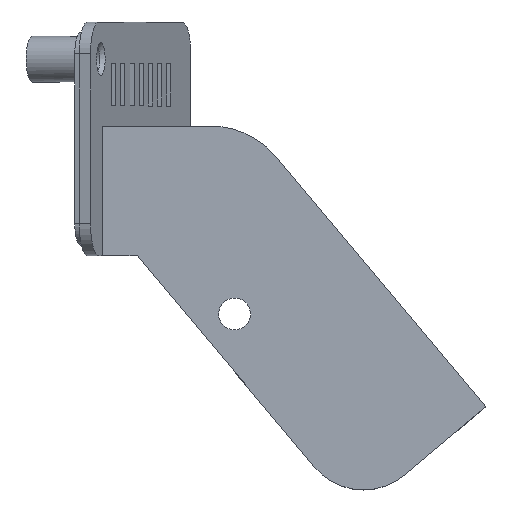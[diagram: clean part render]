
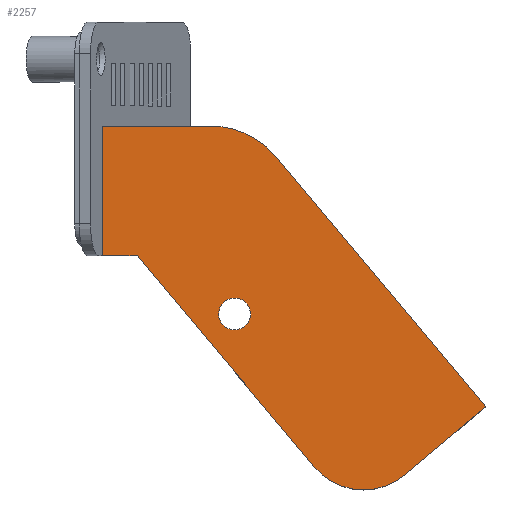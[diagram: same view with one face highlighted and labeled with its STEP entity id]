
A CAD part, top view. The second image highlights one B-rep face of the part: STEP entity #2257.
In plain terms, the highlighted planar face has unit normal (0, 0, 1).
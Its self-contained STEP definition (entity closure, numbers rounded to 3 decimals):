
#288 = VERTEX_POINT('',#289);
#289 = CARTESIAN_POINT('',(9.338,-33.,17.777));
#297 = VERTEX_POINT('',#298);
#298 = CARTESIAN_POINT('',(26.05,-52.917,
    17.777));
#304 = EDGE_CURVE('',#288,#297,#305,.T.);
#305 = LINE('',#306,#307);
#306 = CARTESIAN_POINT('',(9.338,-33.,17.777));
#307 = VECTOR('',#308,1.);
#308 = DIRECTION('',(0.643,-0.766,0.));
#2018 = VERTEX_POINT('',#2019);
#2019 = CARTESIAN_POINT('',(6.06,-20.8,17.777));
#2025 = EDGE_CURVE('',#2026,#2018,#2028,.T.);
#2026 = VERTEX_POINT('',#2027);
#2027 = CARTESIAN_POINT('',(6.06,-33.,17.777));
#2028 = LINE('',#2029,#2030);
#2029 = CARTESIAN_POINT('',(6.06,-21.4,17.777));
#2030 = VECTOR('',#2031,1.);
#2031 = DIRECTION('',(0.,1.,0.));
#2257 = ADVANCED_FACE('',(#2258,#2317),#2346,.T.);
#2258 = FACE_BOUND('',#2259,.T.);
#2259 = EDGE_LOOP('',(#2260,#2266,#2267,#2276,#2284,#2292,#2301,#2310,
    #2316));
#2260 = ORIENTED_EDGE('',*,*,#2261,.T.);
#2261 = EDGE_CURVE('',#2026,#288,#2262,.T.);
#2262 = LINE('',#2263,#2264);
#2263 = CARTESIAN_POINT('',(8.338,-33.,17.777));
#2264 = VECTOR('',#2265,1.);
#2265 = DIRECTION('',(1.,0.,0.));
#2266 = ORIENTED_EDGE('',*,*,#304,.T.);
#2267 = ORIENTED_EDGE('',*,*,#2268,.T.);
#2268 = EDGE_CURVE('',#297,#2269,#2271,.T.);
#2269 = VERTEX_POINT('',#2270);
#2270 = CARTESIAN_POINT('',(34.503,-53.657,
    17.777));
#2271 = CIRCLE('',#2272,6.);
#2272 = AXIS2_PLACEMENT_3D('',#2273,#2274,#2275);
#2273 = CARTESIAN_POINT('',(30.646,-49.06,
    17.777));
#2274 = DIRECTION('',(0.,-0.,1.));
#2275 = DIRECTION('',(1.,0.,0.));
#2276 = ORIENTED_EDGE('',*,*,#2277,.T.);
#2277 = EDGE_CURVE('',#2269,#2278,#2280,.T.);
#2278 = VERTEX_POINT('',#2279);
#2279 = CARTESIAN_POINT('',(42.163,-47.229,
    17.777));
#2280 = LINE('',#2281,#2282);
#2281 = CARTESIAN_POINT('',(34.503,-53.657,
    17.777));
#2282 = VECTOR('',#2283,1.);
#2283 = DIRECTION('',(0.766,0.643,0.));
#2284 = ORIENTED_EDGE('',*,*,#2285,.F.);
#2285 = EDGE_CURVE('',#2286,#2278,#2288,.T.);
#2286 = VERTEX_POINT('',#2287);
#2287 = CARTESIAN_POINT('',(22.385,-23.658,
    17.777));
#2288 = LINE('',#2289,#2290);
#2289 = CARTESIAN_POINT('',(23.033,-24.429,
    17.777));
#2290 = VECTOR('',#2291,1.);
#2291 = DIRECTION('',(0.643,-0.766,0.));
#2292 = ORIENTED_EDGE('',*,*,#2293,.F.);
#2293 = EDGE_CURVE('',#2294,#2286,#2296,.T.);
#2294 = VERTEX_POINT('',#2295);
#2295 = CARTESIAN_POINT('',(19.392,-21.44,
    17.777));
#2296 = CIRCLE('',#2297,8.);
#2297 = AXIS2_PLACEMENT_3D('',#2298,#2299,#2300);
#2298 = CARTESIAN_POINT('',(16.257,-28.8,17.777));
#2299 = DIRECTION('',(0.,0.,-1.));
#2300 = DIRECTION('',(0.,1.,0.));
#2301 = ORIENTED_EDGE('',*,*,#2302,.T.);
#2302 = EDGE_CURVE('',#2294,#2303,#2305,.T.);
#2303 = VERTEX_POINT('',#2304);
#2304 = CARTESIAN_POINT('',(16.257,-20.8,17.777));
#2305 = CIRCLE('',#2306,8.);
#2306 = AXIS2_PLACEMENT_3D('',#2307,#2308,#2309);
#2307 = CARTESIAN_POINT('',(16.257,-28.8,17.777));
#2308 = DIRECTION('',(0.,-0.,1.));
#2309 = DIRECTION('',(1.,0.,0.));
#2310 = ORIENTED_EDGE('',*,*,#2311,.F.);
#2311 = EDGE_CURVE('',#2018,#2303,#2312,.T.);
#2312 = LINE('',#2313,#2314);
#2313 = CARTESIAN_POINT('',(8.338,-20.8,17.777));
#2314 = VECTOR('',#2315,1.);
#2315 = DIRECTION('',(1.,0.,0.));
#2316 = ORIENTED_EDGE('',*,*,#2025,.F.);
#2317 = FACE_BOUND('',#2318,.T.);
#2318 = EDGE_LOOP('',(#2319,#2330,#2339));
#2319 = ORIENTED_EDGE('',*,*,#2320,.F.);
#2320 = EDGE_CURVE('',#2321,#2323,#2325,.T.);
#2321 = VERTEX_POINT('',#2322);
#2322 = CARTESIAN_POINT('',(17.025,-38.279,
    17.777));
#2323 = VERTEX_POINT('',#2324);
#2324 = CARTESIAN_POINT('',(19.978,-38.799,
    17.777));
#2325 = CIRCLE('',#2326,1.5);
#2326 = AXIS2_PLACEMENT_3D('',#2327,#2328,#2329);
#2327 = CARTESIAN_POINT('',(18.511,-38.487,
    17.777));
#2328 = DIRECTION('',(0.,-0.,1.));
#2329 = DIRECTION('',(1.,0.,0.));
#2330 = ORIENTED_EDGE('',*,*,#2331,.F.);
#2331 = EDGE_CURVE('',#2332,#2321,#2334,.T.);
#2332 = VERTEX_POINT('',#2333);
#2333 = CARTESIAN_POINT('',(20.011,-38.487,
    17.777));
#2334 = CIRCLE('',#2335,1.5);
#2335 = AXIS2_PLACEMENT_3D('',#2336,#2337,#2338);
#2336 = CARTESIAN_POINT('',(18.511,-38.487,
    17.777));
#2337 = DIRECTION('',(0.,0.,1.));
#2338 = DIRECTION('',(1.,0.,0.));
#2339 = ORIENTED_EDGE('',*,*,#2340,.F.);
#2340 = EDGE_CURVE('',#2323,#2332,#2341,.T.);
#2341 = CIRCLE('',#2342,1.5);
#2342 = AXIS2_PLACEMENT_3D('',#2343,#2344,#2345);
#2343 = CARTESIAN_POINT('',(18.511,-38.487,
    17.777));
#2344 = DIRECTION('',(0.,0.,1.));
#2345 = DIRECTION('',(1.,0.,0.));
#2346 = PLANE('',#2347);
#2347 = AXIS2_PLACEMENT_3D('',#2348,#2349,#2350);
#2348 = CARTESIAN_POINT('',(22.686,-36.956,
    17.777));
#2349 = DIRECTION('',(0.,0.,1.));
#2350 = DIRECTION('',(1.,0.,0.));
